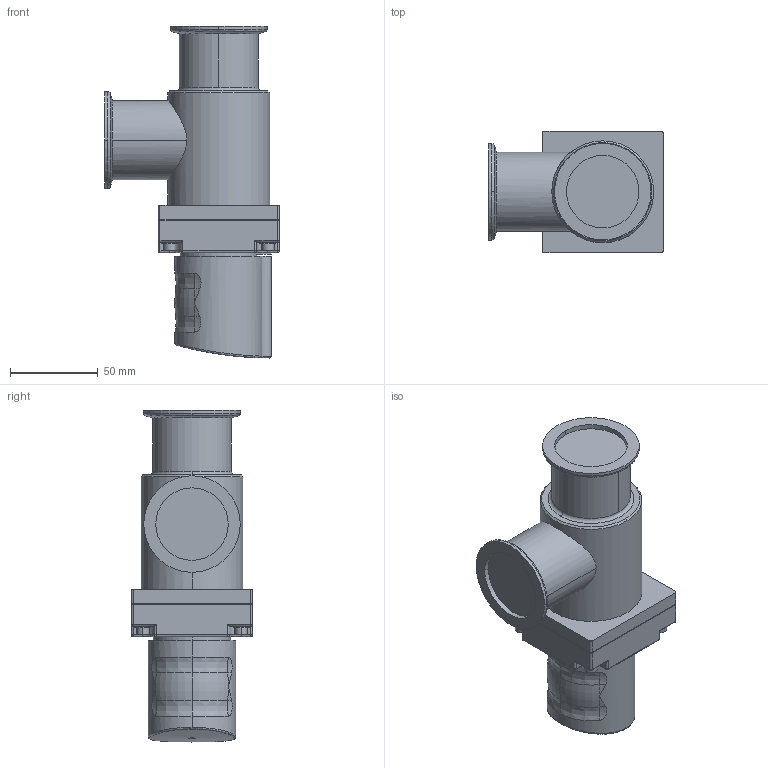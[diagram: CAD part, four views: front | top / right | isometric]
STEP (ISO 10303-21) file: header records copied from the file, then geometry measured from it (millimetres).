
FILE_DESCRIPTION (( 'STEP AP214' ), '1' );
FILE_NAME ('PFA51033.step', '2017-07-10T10:11:44', ( 'install' ), ( '' ), 'SwSTEP 2.0', 'SolidWorks 2015', '' );
FILE_SCHEMA (( 'AUTOMOTIVE_DESIGN' ));
Length unit declared in the file: millimetre
Products named in the file (1): PFA51033
Bounding box: 99.5 x 69 x 189.2 mm (x, y, z)
Volume: 528937.1 mm3; surface area: 53849.1 mm2
Topology: 1 solids, 1 shells, 200 faces, 474 edges, 284 vertices
Faces by surface type: cylinder 79, plane 73, bspline 26, torus 12, cone 10
Entity records: 9882 total; most frequent: CARTESIAN_POINT 3149, DIRECTION 962, ORIENTED_EDGE 924, EDGE_CURVE 462, AXIS2_PLACEMENT_3D 365, VERTEX_POINT 284, LINE 232, VECTOR 232
